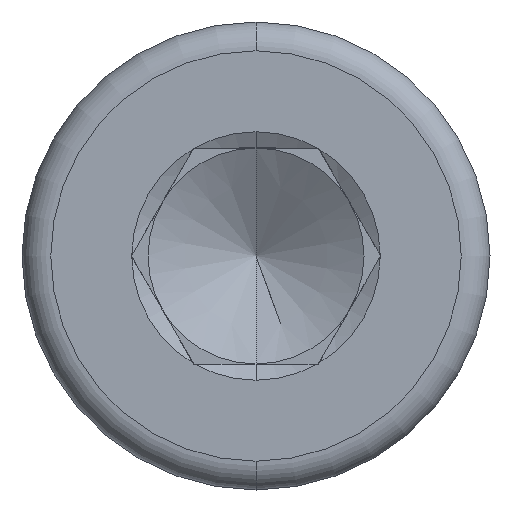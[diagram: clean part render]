
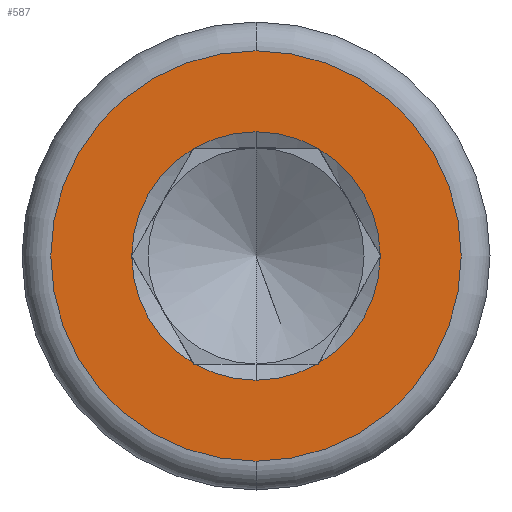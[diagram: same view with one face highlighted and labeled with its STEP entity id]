
A CAD part, left-side view. The second image highlights one B-rep face of the part: STEP entity #587.
In plain terms, the highlighted planar face has unit normal (-1, 0, 0).
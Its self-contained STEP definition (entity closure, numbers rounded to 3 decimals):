
#279=CARTESIAN_POINT('',(-8.,0.,3.45));
#280=VERTEX_POINT('',#279);
#289=CARTESIAN_POINT('',(-8.,1.704,3.));
#290=VERTEX_POINT('',#289);
#291=CARTESIAN_POINT('',(-8.,0.,0.));
#292=DIRECTION('',(1.,0.,0.));
#293=DIRECTION('',(0.,0.,-1.));
#294=AXIS2_PLACEMENT_3D('',#291,#292,#293);
#295=CIRCLE('',#294,3.45);
#296=EDGE_CURVE('',#290,#280,#295,.T.);
#314=CARTESIAN_POINT('',(-8.,-1.746,2.975));
#315=VERTEX_POINT('',#314);
#316=CARTESIAN_POINT('',(-8.,-3.45,0.025));
#317=VERTEX_POINT('',#316);
#318=CARTESIAN_POINT('',(-8.,0.,0.));
#319=DIRECTION('',(1.,0.,0.));
#320=DIRECTION('',(0.,0.,-1.));
#321=AXIS2_PLACEMENT_3D('',#318,#319,#320);
#322=CIRCLE('',#321,3.45);
#323=EDGE_CURVE('',#315,#317,#322,.T.);
#341=CARTESIAN_POINT('',(-8.,-3.45,-0.025));
#342=VERTEX_POINT('',#341);
#343=CARTESIAN_POINT('',(-8.,-1.746,-2.975));
#344=VERTEX_POINT('',#343);
#345=CARTESIAN_POINT('',(-8.,0.,0.));
#346=DIRECTION('',(1.,0.,0.));
#347=DIRECTION('',(0.,0.,-1.));
#348=AXIS2_PLACEMENT_3D('',#345,#346,#347);
#349=CIRCLE('',#348,3.45);
#350=EDGE_CURVE('',#342,#344,#349,.T.);
#368=CARTESIAN_POINT('',(-8.,0.,-3.45));
#369=VERTEX_POINT('',#368);
#378=CARTESIAN_POINT('',(-8.,-1.704,-3.));
#379=VERTEX_POINT('',#378);
#380=CARTESIAN_POINT('',(-8.,0.,0.));
#381=DIRECTION('',(-1.,0.,-0.));
#382=DIRECTION('',(0.,0.,-1.));
#383=AXIS2_PLACEMENT_3D('',#380,#381,#382);
#384=CIRCLE('',#383,3.45);
#385=EDGE_CURVE('',#369,#379,#384,.T.);
#403=CARTESIAN_POINT('',(-8.,3.45,-0.025));
#404=VERTEX_POINT('',#403);
#405=CARTESIAN_POINT('',(-8.,1.746,-2.975));
#406=VERTEX_POINT('',#405);
#407=CARTESIAN_POINT('',(-8.,0.,0.));
#408=DIRECTION('',(-1.,0.,-0.));
#409=DIRECTION('',(0.,0.,-1.));
#410=AXIS2_PLACEMENT_3D('',#407,#408,#409);
#411=CIRCLE('',#410,3.45);
#412=EDGE_CURVE('',#404,#406,#411,.T.);
#430=CARTESIAN_POINT('',(-8.,3.45,0.025));
#431=VERTEX_POINT('',#430);
#432=CARTESIAN_POINT('',(-8.,1.746,2.975));
#433=VERTEX_POINT('',#432);
#434=CARTESIAN_POINT('',(-8.,0.,0.));
#435=DIRECTION('',(1.,0.,0.));
#436=DIRECTION('',(0.,0.,-1.));
#437=AXIS2_PLACEMENT_3D('',#434,#435,#436);
#438=CIRCLE('',#437,3.45);
#439=EDGE_CURVE('',#431,#433,#438,.T.);
#452=CARTESIAN_POINT('',(-8.,0.,0.));
#453=DIRECTION('',(1.,0.,0.));
#454=DIRECTION('',(0.,0.,-1.));
#455=AXIS2_PLACEMENT_3D('',#452,#453,#454);
#456=PLANE('',#455);
#457=CARTESIAN_POINT('',(-8.,0.,5.7));
#458=VERTEX_POINT('',#457);
#459=CARTESIAN_POINT('',(-8.,-0.,-5.7));
#460=VERTEX_POINT('',#459);
#461=CARTESIAN_POINT('',(-8.,0.,0.));
#462=DIRECTION('',(1.,0.,0.));
#463=DIRECTION('',(0.,0.,-1.));
#464=AXIS2_PLACEMENT_3D('',#461,#462,#463);
#465=CIRCLE('',#464,5.7);
#466=EDGE_CURVE('',#458,#460,#465,.T.);
#467=ORIENTED_EDGE('',*,*,#466,.F.);
#468=CARTESIAN_POINT('',(-8.,0.,0.));
#469=DIRECTION('',(1.,0.,0.));
#470=DIRECTION('',(0.,0.,-1.));
#471=AXIS2_PLACEMENT_3D('',#468,#469,#470);
#472=CIRCLE('',#471,5.7);
#473=EDGE_CURVE('',#460,#458,#472,.T.);
#474=ORIENTED_EDGE('',*,*,#473,.F.);
#475=EDGE_LOOP('',(#467,#474));
#476=FACE_BOUND('',#475,.T.);
#477=CARTESIAN_POINT('',(-8.,-1.732,3.));
#478=VERTEX_POINT('',#477);
#479=CARTESIAN_POINT('',(-8.,-1.704,3.));
#480=VERTEX_POINT('',#479);
#481=CARTESIAN_POINT('',(-8.,-1.732,3.));
#482=DIRECTION('',(0.,1.,0.));
#483=VECTOR('',#482,0.028);
#484=LINE('',#481,#483);
#485=EDGE_CURVE('',#478,#480,#484,.T.);
#486=ORIENTED_EDGE('',*,*,#485,.F.);
#487=CARTESIAN_POINT('',(-8.,-1.732,3.));
#488=DIRECTION('',(0.,-0.5,-0.866));
#489=VECTOR('',#488,0.028);
#490=LINE('',#487,#489);
#491=EDGE_CURVE('',#478,#315,#490,.T.);
#492=ORIENTED_EDGE('',*,*,#491,.T.);
#493=ORIENTED_EDGE('',*,*,#323,.T.);
#494=CARTESIAN_POINT('',(-8.,-3.464,0.));
#495=VERTEX_POINT('',#494);
#496=CARTESIAN_POINT('',(-8.,-3.464,0.));
#497=DIRECTION('',(0.,0.5,0.866));
#498=VECTOR('',#497,0.028);
#499=LINE('',#496,#498);
#500=EDGE_CURVE('',#495,#317,#499,.T.);
#501=ORIENTED_EDGE('',*,*,#500,.F.);
#502=CARTESIAN_POINT('',(-8.,-3.464,0.));
#503=DIRECTION('',(0.,0.5,-0.866));
#504=VECTOR('',#503,0.028);
#505=LINE('',#502,#504);
#506=EDGE_CURVE('',#495,#342,#505,.T.);
#507=ORIENTED_EDGE('',*,*,#506,.T.);
#508=ORIENTED_EDGE('',*,*,#350,.T.);
#509=CARTESIAN_POINT('',(-8.,-1.732,-3.));
#510=VERTEX_POINT('',#509);
#511=CARTESIAN_POINT('',(-8.,-1.732,-3.));
#512=DIRECTION('',(0.,-0.5,0.866));
#513=VECTOR('',#512,0.028);
#514=LINE('',#511,#513);
#515=EDGE_CURVE('',#510,#344,#514,.T.);
#516=ORIENTED_EDGE('',*,*,#515,.F.);
#517=CARTESIAN_POINT('',(-8.,-1.732,-3.));
#518=DIRECTION('',(0.,1.,0.));
#519=VECTOR('',#518,0.028);
#520=LINE('',#517,#519);
#521=EDGE_CURVE('',#510,#379,#520,.T.);
#522=ORIENTED_EDGE('',*,*,#521,.T.);
#523=ORIENTED_EDGE('',*,*,#385,.F.);
#524=CARTESIAN_POINT('',(-8.,1.704,-3.));
#525=VERTEX_POINT('',#524);
#526=CARTESIAN_POINT('',(-8.,0.,0.));
#527=DIRECTION('',(-1.,0.,-0.));
#528=DIRECTION('',(0.,0.,-1.));
#529=AXIS2_PLACEMENT_3D('',#526,#527,#528);
#530=CIRCLE('',#529,3.45);
#531=EDGE_CURVE('',#525,#369,#530,.T.);
#532=ORIENTED_EDGE('',*,*,#531,.F.);
#533=CARTESIAN_POINT('',(-8.,1.732,-3.));
#534=VERTEX_POINT('',#533);
#535=CARTESIAN_POINT('',(-8.,1.732,-3.));
#536=DIRECTION('',(0.,-1.,0.));
#537=VECTOR('',#536,0.028);
#538=LINE('',#535,#537);
#539=EDGE_CURVE('',#534,#525,#538,.T.);
#540=ORIENTED_EDGE('',*,*,#539,.F.);
#541=CARTESIAN_POINT('',(-8.,1.732,-3.));
#542=DIRECTION('',(0.,0.5,0.866));
#543=VECTOR('',#542,0.028);
#544=LINE('',#541,#543);
#545=EDGE_CURVE('',#534,#406,#544,.T.);
#546=ORIENTED_EDGE('',*,*,#545,.T.);
#547=ORIENTED_EDGE('',*,*,#412,.F.);
#548=CARTESIAN_POINT('',(-8.,3.464,-0.));
#549=VERTEX_POINT('',#548);
#550=CARTESIAN_POINT('',(-8.,3.464,0.));
#551=DIRECTION('',(0.,-0.5,-0.866));
#552=VECTOR('',#551,0.028);
#553=LINE('',#550,#552);
#554=EDGE_CURVE('',#549,#404,#553,.T.);
#555=ORIENTED_EDGE('',*,*,#554,.F.);
#556=CARTESIAN_POINT('',(-8.,3.464,0.));
#557=DIRECTION('',(0.,-0.5,0.866));
#558=VECTOR('',#557,0.028);
#559=LINE('',#556,#558);
#560=EDGE_CURVE('',#549,#431,#559,.T.);
#561=ORIENTED_EDGE('',*,*,#560,.T.);
#562=ORIENTED_EDGE('',*,*,#439,.T.);
#563=CARTESIAN_POINT('',(-8.,1.732,3.));
#564=VERTEX_POINT('',#563);
#565=CARTESIAN_POINT('',(-8.,1.732,3.));
#566=DIRECTION('',(0.,0.5,-0.866));
#567=VECTOR('',#566,0.028);
#568=LINE('',#565,#567);
#569=EDGE_CURVE('',#564,#433,#568,.T.);
#570=ORIENTED_EDGE('',*,*,#569,.F.);
#571=CARTESIAN_POINT('',(-8.,1.732,3.));
#572=DIRECTION('',(0.,-1.,0.));
#573=VECTOR('',#572,0.028);
#574=LINE('',#571,#573);
#575=EDGE_CURVE('',#564,#290,#574,.T.);
#576=ORIENTED_EDGE('',*,*,#575,.T.);
#577=ORIENTED_EDGE('',*,*,#296,.T.);
#578=CARTESIAN_POINT('',(-8.,0.,0.));
#579=DIRECTION('',(1.,0.,0.));
#580=DIRECTION('',(0.,0.,-1.));
#581=AXIS2_PLACEMENT_3D('',#578,#579,#580);
#582=CIRCLE('',#581,3.45);
#583=EDGE_CURVE('',#280,#480,#582,.T.);
#584=ORIENTED_EDGE('',*,*,#583,.T.);
#585=EDGE_LOOP('',(#486,#492,#493,#501,#507,#508,#516,#522,#523,#532,#540,#546,#547,#555,#561,#562,#570,#576,#577,#584));
#586=FACE_BOUND('',#585,.T.);
#587=ADVANCED_FACE('',(#476,#586),#456,.F.);
